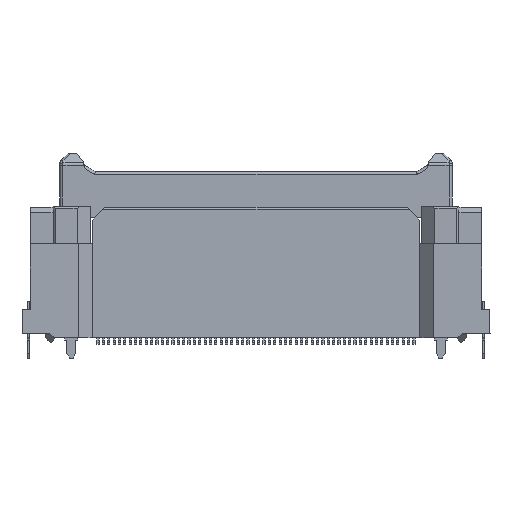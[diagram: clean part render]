
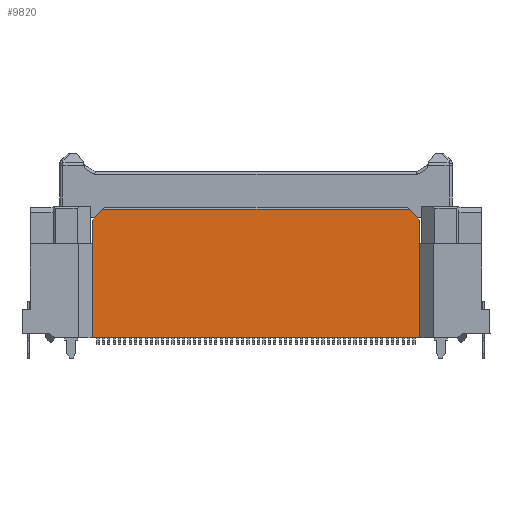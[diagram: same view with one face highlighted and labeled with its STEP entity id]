
A CAD part, front view. The second image highlights one B-rep face of the part: STEP entity #9820.
In plain terms, the highlighted planar face has unit normal (0, -1, 0).
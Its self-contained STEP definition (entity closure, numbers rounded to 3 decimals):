
#9110=CARTESIAN_POINT('',(16.065,-3.15,
12.3));
#9120=DIRECTION('',(0.,-1.,0.));
#9130=DIRECTION('',(0.,0.,1.));
#9140=AXIS2_PLACEMENT_3D('',#9110,#9120,#9130);
#9150=PLANE('',#9140);
#9160=CARTESIAN_POINT('',(-15.3,-3.15,
15.204));
#9170=DIRECTION('',(0.,0.,-1.));
#9180=VECTOR('',#9170,1.);
#9190=LINE('',#9160,#9180);
#9200=CARTESIAN_POINT('',(-15.3,-3.15,
8.8));
#9210=VERTEX_POINT('',#9200);
#9220=CARTESIAN_POINT('',(-15.3,-3.15,
0.));
#9230=VERTEX_POINT('',#9220);
#9240=EDGE_CURVE('',#9210,#9230,#9190,.T.);
#9250=ORIENTED_EDGE('',*,*,#9240,.T.);
#9260=CARTESIAN_POINT('',(-15.3,-3.15,
15.204));
#9270=DIRECTION('',(0.,0.,-1.));
#9280=VECTOR('',#9270,1.);
#9290=LINE('',#9260,#9280);
#9300=CARTESIAN_POINT('',(-15.3,-3.15,
11.));
#9310=VERTEX_POINT('',#9300);
#9320=EDGE_CURVE('',#9310,#9210,#9290,.T.);
#9330=ORIENTED_EDGE('',*,*,#9320,.T.);
#9340=CARTESIAN_POINT('',(-84.935,-3.15,
-58.635));
#9350=DIRECTION('',(-0.707,0.,
-0.707));
#9360=VECTOR('',#9350,1.);
#9370=LINE('',#9340,#9360);
#9380=CARTESIAN_POINT('',(-14.3,-3.15,
12.));
#9390=VERTEX_POINT('',#9380);
#9400=EDGE_CURVE('',#9390,#9310,#9370,.T.);
#9410=ORIENTED_EDGE('',*,*,#9400,.T.);
#9420=CARTESIAN_POINT('',(-84.935,-3.15,
12.));
#9430=DIRECTION('',(-1.,0.,0.));
#9440=VECTOR('',#9430,1.);
#9450=LINE('',#9420,#9440);
#9460=CARTESIAN_POINT('',(14.3,-3.15,
12.));
#9470=VERTEX_POINT('',#9460);
#9480=EDGE_CURVE('',#9470,#9390,#9450,.T.);
#9490=ORIENTED_EDGE('',*,*,#9480,.T.);
#9500=CARTESIAN_POINT('',(-84.935,-3.15,
111.235));
#9510=DIRECTION('',(0.707,0.,
-0.707));
#9520=VECTOR('',#9510,1.);
#9530=LINE('',#9500,#9520);
#9540=CARTESIAN_POINT('',(15.3,-3.15,
11.));
#9550=VERTEX_POINT('',#9540);
#9560=EDGE_CURVE('',#9470,#9550,#9530,.T.);
#9570=ORIENTED_EDGE('',*,*,#9560,.F.);
#9580=CARTESIAN_POINT('',(15.3,-3.15,
15.204));
#9590=DIRECTION('',(0.,0.,-1.));
#9600=VECTOR('',#9590,1.);
#9610=LINE('',#9580,#9600);
#9620=CARTESIAN_POINT('',(15.3,-3.15,
8.8));
#9630=VERTEX_POINT('',#9620);
#9640=EDGE_CURVE('',#9550,#9630,#9610,.T.);
#9650=ORIENTED_EDGE('',*,*,#9640,.F.);
#9660=CARTESIAN_POINT('',(15.3,-3.15,
15.204));
#9670=DIRECTION('',(0.,0.,-1.));
#9680=VECTOR('',#9670,1.);
#9690=LINE('',#9660,#9680);
#9700=CARTESIAN_POINT('',(15.3,-3.15,
0.));
#9710=VERTEX_POINT('',#9700);
#9720=EDGE_CURVE('',#9630,#9710,#9690,.T.);
#9730=ORIENTED_EDGE('',*,*,#9720,.F.);
#9740=CARTESIAN_POINT('',(-84.935,-3.15,
0.));
#9750=DIRECTION('',(-1.,0.,0.));
#9760=VECTOR('',#9750,1.);
#9770=LINE('',#9740,#9760);
#9780=EDGE_CURVE('',#9710,#9230,#9770,.T.);
#9790=ORIENTED_EDGE('',*,*,#9780,.F.);
#9800=EDGE_LOOP('',(#9790,#9730,#9650,#9570,#9490,#9410,#9330,#9250));
#9810=FACE_OUTER_BOUND('',#9800,.T.);
#9820=ADVANCED_FACE('',(#9810),#9150,.T.);
